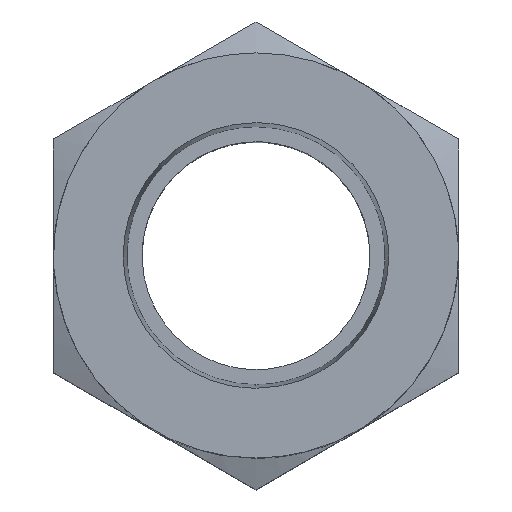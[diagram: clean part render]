
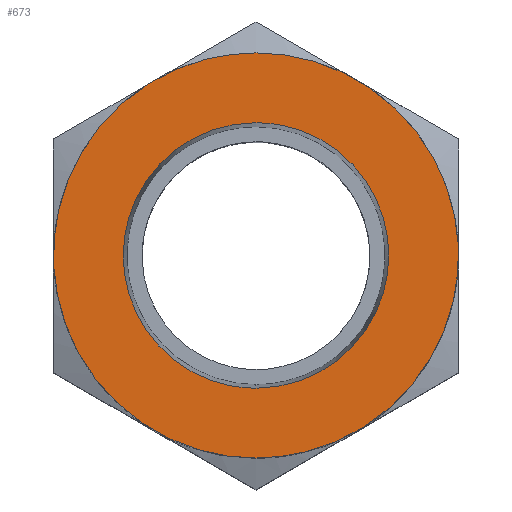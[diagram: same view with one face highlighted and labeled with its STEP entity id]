
A CAD part, top view. The second image highlights one B-rep face of the part: STEP entity #673.
In plain terms, the highlighted free-form (B-spline) face has degree [1, 1] with [2, 2] control points.
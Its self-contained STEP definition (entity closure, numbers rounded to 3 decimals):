
#32 = VERTEX_POINT('',#33);
#33 = CARTESIAN_POINT('',(0.,-13.179,
    19.856));
#38 = EDGE_CURVE('',#32,#39,#41,.T.);
#39 = VERTEX_POINT('',#40);
#40 = CARTESIAN_POINT('',(0.,13.179,19.856));
#41 = ( BOUNDED_CURVE() B_SPLINE_CURVE(2,(#42,#43,#44,#45,#46),
.UNSPECIFIED.,.F.,.F.) B_SPLINE_CURVE_WITH_KNOTS((3,2,3),(3.142
,4.712,6.283),.PIECEWISE_BEZIER_KNOTS.) CURVE() 
GEOMETRIC_REPRESENTATION_ITEM() RATIONAL_B_SPLINE_CURVE((1.,
0.707,1.,0.707,1.)) REPRESENTATION_ITEM('') );
#42 = CARTESIAN_POINT('',(0.,-13.179,
    19.856));
#43 = CARTESIAN_POINT('',(-13.179,-13.179,
    19.856));
#44 = CARTESIAN_POINT('',(-13.179,0.,
    19.856));
#45 = CARTESIAN_POINT('',(-13.179,13.179,
    19.856));
#46 = CARTESIAN_POINT('',(0.,13.179,
    19.856));
#260 = VERTEX_POINT('',#261);
#261 = CARTESIAN_POINT('',(0.,-8.639,
    19.856));
#266 = EDGE_CURVE('',#267,#260,#269,.T.);
#267 = VERTEX_POINT('',#268);
#268 = CARTESIAN_POINT('',(0.,8.639,
    19.856));
#269 = ( BOUNDED_CURVE() B_SPLINE_CURVE(2,(#270,#271,#272,#273,#274),
.UNSPECIFIED.,.F.,.F.) B_SPLINE_CURVE_WITH_KNOTS((3,2,3),(0.,
1.571,3.142),.PIECEWISE_BEZIER_KNOTS.) CURVE() 
GEOMETRIC_REPRESENTATION_ITEM() RATIONAL_B_SPLINE_CURVE((1.,
0.707,1.,0.707,1.)) REPRESENTATION_ITEM('') );
#270 = CARTESIAN_POINT('',(0.,8.639,19.856));
#271 = CARTESIAN_POINT('',(-8.639,8.639,
    19.856));
#272 = CARTESIAN_POINT('',(-8.639,0.,
    19.856));
#273 = CARTESIAN_POINT('',(-8.639,-8.639,
    19.856));
#274 = CARTESIAN_POINT('',(0.,-8.639,
    19.856));
#673 = ADVANCED_FACE('',(#674,#685),#696,.T.);
#674 = FACE_BOUND('',#675,.T.);
#675 = EDGE_LOOP('',(#676,#684));
#676 = ORIENTED_EDGE('',*,*,#677,.F.);
#677 = EDGE_CURVE('',#39,#32,#678,.T.);
#678 = ( BOUNDED_CURVE() B_SPLINE_CURVE(2,(#679,#680,#681,#682,#683),
.UNSPECIFIED.,.F.,.F.) B_SPLINE_CURVE_WITH_KNOTS((3,2,3),(0.,
1.571,3.142),.PIECEWISE_BEZIER_KNOTS.) CURVE() 
GEOMETRIC_REPRESENTATION_ITEM() RATIONAL_B_SPLINE_CURVE((1.,
0.707,1.,0.707,1.)) REPRESENTATION_ITEM('') );
#679 = CARTESIAN_POINT('',(0.,13.179,19.856));
#680 = CARTESIAN_POINT('',(13.179,13.179,
    19.856));
#681 = CARTESIAN_POINT('',(13.179,0.,
    19.856));
#682 = CARTESIAN_POINT('',(13.179,-13.179,
    19.856));
#683 = CARTESIAN_POINT('',(0.,-13.179,
    19.856));
#684 = ORIENTED_EDGE('',*,*,#38,.F.);
#685 = FACE_BOUND('',#686,.T.);
#686 = EDGE_LOOP('',(#687,#695));
#687 = ORIENTED_EDGE('',*,*,#688,.F.);
#688 = EDGE_CURVE('',#260,#267,#689,.T.);
#689 = ( BOUNDED_CURVE() B_SPLINE_CURVE(2,(#690,#691,#692,#693,#694),
.UNSPECIFIED.,.F.,.F.) B_SPLINE_CURVE_WITH_KNOTS((3,2,3),(3.142,
4.712,6.283),.PIECEWISE_BEZIER_KNOTS.) CURVE() 
GEOMETRIC_REPRESENTATION_ITEM() RATIONAL_B_SPLINE_CURVE((1.,
0.707,1.,0.707,1.)) REPRESENTATION_ITEM('') );
#690 = CARTESIAN_POINT('',(0.,-8.639,
    19.856));
#691 = CARTESIAN_POINT('',(8.639,-8.639,
    19.856));
#692 = CARTESIAN_POINT('',(8.639,0.,
    19.856));
#693 = CARTESIAN_POINT('',(8.639,8.639,19.856
    ));
#694 = CARTESIAN_POINT('',(0.,8.639,
    19.856));
#695 = ORIENTED_EDGE('',*,*,#266,.F.);
#696 = B_SPLINE_SURFACE_WITH_KNOTS('',1,1,(
    (#697,#698)
    ,(#699,#700
    )),.UNSPECIFIED.,.F.,.F.,.F.,(2,2),(2,2),(0.26,19.31
    ),(0.,19.05),.PIECEWISE_BEZIER_KNOTS.);
#697 = CARTESIAN_POINT('',(13.179,13.179,
    19.856));
#698 = CARTESIAN_POINT('',(13.179,-13.179,
    19.856));
#699 = CARTESIAN_POINT('',(-13.179,13.179,
    19.856));
#700 = CARTESIAN_POINT('',(-13.179,-13.179,
    19.856));
